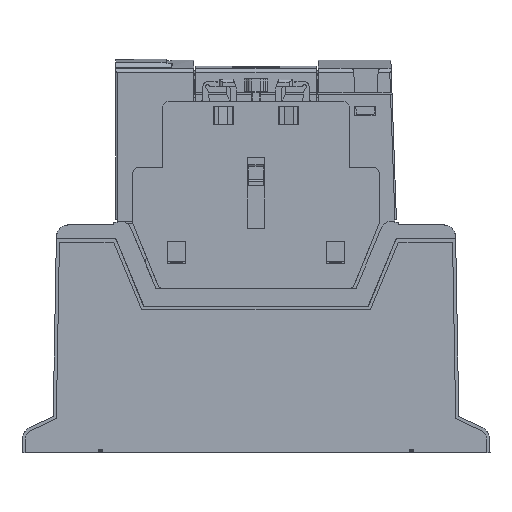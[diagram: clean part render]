
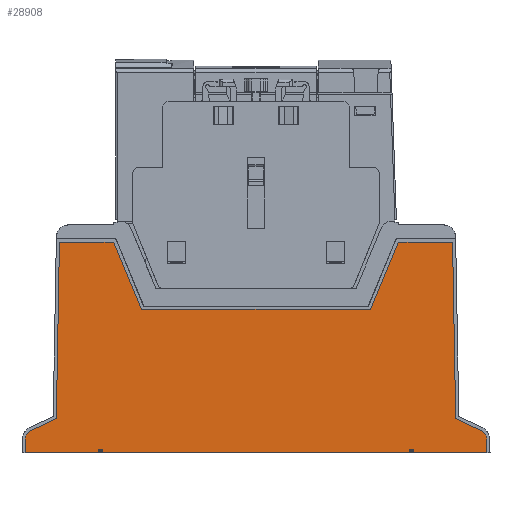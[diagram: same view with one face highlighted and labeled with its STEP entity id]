
A CAD part, left-side view. The second image highlights one B-rep face of the part: STEP entity #28908.
In plain terms, the highlighted face is planar.
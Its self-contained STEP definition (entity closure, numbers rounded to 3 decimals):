
#14223=DIRECTION('',(0.,1.,0.));
#14224=VECTOR('',#14223,1.11);
#14225=CARTESIAN_POINT('',(1.,-50.44,44.65));
#14226=LINE('',#14225,#14224);
#14230=DIRECTION('',(1.,0.,0.));
#14231=VECTOR('',#14230,1.);
#14232=CARTESIAN_POINT('',(0.,-49.33,44.65));
#14233=LINE('',#14232,#14231);
#14237=DIRECTION('',(0.,-1.,0.));
#14238=VECTOR('',#14237,98.66);
#14239=CARTESIAN_POINT('',(0.,49.33,44.65));
#14240=LINE('',#14239,#14238);
#14244=DIRECTION('',(1.,0.,0.));
#14245=VECTOR('',#14244,1.);
#14246=CARTESIAN_POINT('',(0.,49.33,44.65));
#14247=LINE('',#14246,#14245);
#14251=DIRECTION('',(0.,1.,0.));
#14252=VECTOR('',#14251,1.11);
#14253=CARTESIAN_POINT('',(1.,49.33,44.65));
#14254=LINE('',#14253,#14252);
#14258=DIRECTION('',(1.,0.,0.));
#14259=VECTOR('',#14258,1.);
#14260=CARTESIAN_POINT('',(0.,50.44,44.65));
#14261=LINE('',#14260,#14259);
#14265=DIRECTION('',(0.,-1.,0.));
#14266=VECTOR('',#14265,23.56);
#14267=CARTESIAN_POINT('',(0.,74.,44.65));
#14268=LINE('',#14267,#14266);
#14272=DIRECTION('',(1.,-0.023,0.));
#14273=VECTOR('',#14272,4.37);
#14274=CARTESIAN_POINT('',(0.,74.,44.65));
#14275=LINE('',#14274,#14273);
#14279=CARTESIAN_POINT('',(4.3,70.9,44.65));
#14280=DIRECTION('',(0.,0.,1.));
#14281=DIRECTION('',(0.904,0.427,0.));
#14282=AXIS2_PLACEMENT_3D('',#14279,#14280,#14281);
#14287=DIRECTION('',(0.427,-0.904,0.));
#14288=VECTOR('',#14287,8.919);
#14289=CARTESIAN_POINT('',(7.013,72.18,44.65));
#14290=LINE('',#14289,#14288);
#14294=CARTESIAN_POINT('',(11.,64.2,44.65));
#14295=DIRECTION('',(0.,0.,1.));
#14296=DIRECTION('',(-0.904,-0.427,0.));
#14297=AXIS2_PLACEMENT_3D('',#14294,#14295,#14296);
#14302=DIRECTION('',(1.,-0.018,0.));
#14303=VECTOR('',#14302,56.512);
#14304=CARTESIAN_POINT('',(10.996,64.,44.65));
#14305=LINE('',#14304,#14303);
#14309=DIRECTION('',(0.,-1.,0.));
#14310=VECTOR('',#14309,17.2);
#14311=CARTESIAN_POINT('',(67.5,63.,44.65));
#14312=LINE('',#14311,#14310);
#14316=CARTESIAN_POINT('',(67.3,45.8,44.65));
#14317=DIRECTION('',(0.,0.,1.));
#14318=DIRECTION('',(0.384,-0.923,0.));
#14319=AXIS2_PLACEMENT_3D('',#14316,#14317,#14318);
#14324=DIRECTION('',(-0.923,-0.384,0.));
#14325=VECTOR('',#14324,23.015);
#14326=CARTESIAN_POINT('',(67.377,45.615,44.65));
#14327=LINE('',#14326,#14325);
#14331=CARTESIAN_POINT('',(46.2,36.6,44.65));
#14332=DIRECTION('',(0.,0.,1.));
#14333=DIRECTION('',(-0.384,0.923,0.));
#14334=AXIS2_PLACEMENT_3D('',#14331,#14332,#14333);
#14339=DIRECTION('',(0.,-1.,0.));
#14340=VECTOR('',#14339,73.2);
#14341=CARTESIAN_POINT('',(46.,36.6,44.65));
#14342=LINE('',#14341,#14340);
#14346=CARTESIAN_POINT('',(46.2,-36.6,44.65));
#14347=DIRECTION('',(0.,0.,1.));
#14348=DIRECTION('',(-1.,0.,0.));
#14349=AXIS2_PLACEMENT_3D('',#14346,#14347,#14348);
#14354=DIRECTION('',(0.923,-0.384,0.));
#14355=VECTOR('',#14354,23.015);
#14356=CARTESIAN_POINT('',(46.123,-36.785,44.65));
#14357=LINE('',#14356,#14355);
#14361=CARTESIAN_POINT('',(67.3,-45.8,44.65));
#14362=DIRECTION('',(0.,0.,1.));
#14363=DIRECTION('',(1.,0.,0.));
#14364=AXIS2_PLACEMENT_3D('',#14361,#14362,#14363);
#14369=DIRECTION('',(0.,-1.,0.));
#14370=VECTOR('',#14369,17.2);
#14371=CARTESIAN_POINT('',(67.5,-45.8,44.65));
#14372=LINE('',#14371,#14370);
#14376=DIRECTION('',(-1.,-0.018,0.));
#14377=VECTOR('',#14376,56.512);
#14378=CARTESIAN_POINT('',(67.5,-63.,44.65));
#14379=LINE('',#14378,#14377);
#14383=CARTESIAN_POINT('',(11.,-64.2,44.65));
#14384=DIRECTION('',(0.,0.,1.));
#14385=DIRECTION('',(-0.018,1.,0.));
#14386=AXIS2_PLACEMENT_3D('',#14383,#14384,#14385);
#14391=DIRECTION('',(-0.427,-0.904,0.));
#14392=VECTOR('',#14391,8.919);
#14393=CARTESIAN_POINT('',(10.819,-64.115,44.65));
#14394=LINE('',#14393,#14392);
#14398=CARTESIAN_POINT('',(4.3,-70.9,44.65));
#14399=DIRECTION('',(0.,0.,1.));
#14400=DIRECTION('',(0.023,-1.,0.));
#14401=AXIS2_PLACEMENT_3D('',#14398,#14399,#14400);
#14406=DIRECTION('',(-1.,-0.023,0.));
#14407=VECTOR('',#14406,4.37);
#14408=CARTESIAN_POINT('',(4.369,-73.899,44.65));
#14409=LINE('',#14408,#14407);
#14413=DIRECTION('',(0.,-1.,0.));
#14414=VECTOR('',#14413,23.56);
#14415=CARTESIAN_POINT('',(0.,-50.44,44.65));
#14416=LINE('',#14415,#14414);
#14420=DIRECTION('',(1.,0.,0.));
#14421=VECTOR('',#14420,1.);
#14422=CARTESIAN_POINT('',(0.,-50.44,44.65));
#14423=LINE('',#14422,#14421);
#16053=CARTESIAN_POINT('',(0.,74.,44.65));
#16054=CARTESIAN_POINT('',(4.369,73.899,44.65));
#16055=VERTEX_POINT('',#16053);
#16056=VERTEX_POINT('',#16054);
#16057=CARTESIAN_POINT('',(7.013,72.18,44.65));
#16058=VERTEX_POINT('',#16057);
#16059=CARTESIAN_POINT('',(10.819,64.115,44.65));
#16060=VERTEX_POINT('',#16059);
#16061=CARTESIAN_POINT('',(10.996,64.,44.65));
#16062=VERTEX_POINT('',#16061);
#16063=CARTESIAN_POINT('',(67.5,63.,44.65));
#16064=VERTEX_POINT('',#16063);
#16065=CARTESIAN_POINT('',(67.5,45.8,44.65));
#16066=VERTEX_POINT('',#16065);
#16067=CARTESIAN_POINT('',(67.377,45.615,44.65));
#16068=VERTEX_POINT('',#16067);
#16069=CARTESIAN_POINT('',(46.123,36.785,44.65));
#16070=VERTEX_POINT('',#16069);
#16071=CARTESIAN_POINT('',(46.,36.6,44.65));
#16072=VERTEX_POINT('',#16071);
#16073=CARTESIAN_POINT('',(46.,-36.6,44.65));
#16074=VERTEX_POINT('',#16073);
#16075=CARTESIAN_POINT('',(46.123,-36.785,44.65));
#16076=VERTEX_POINT('',#16075);
#16077=CARTESIAN_POINT('',(67.377,-45.615,44.65));
#16078=VERTEX_POINT('',#16077);
#16079=CARTESIAN_POINT('',(67.5,-45.8,44.65));
#16080=VERTEX_POINT('',#16079);
#16081=CARTESIAN_POINT('',(67.5,-63.,44.65));
#16082=VERTEX_POINT('',#16081);
#16083=CARTESIAN_POINT('',(10.996,-64.,44.65));
#16084=VERTEX_POINT('',#16083);
#16085=CARTESIAN_POINT('',(10.819,-64.115,44.65));
#16086=VERTEX_POINT('',#16085);
#16087=CARTESIAN_POINT('',(7.013,-72.18,44.65));
#16088=VERTEX_POINT('',#16087);
#16089=CARTESIAN_POINT('',(4.369,-73.899,44.65));
#16090=VERTEX_POINT('',#16089);
#16091=CARTESIAN_POINT('',(0.,-74.,44.65));
#16092=VERTEX_POINT('',#16091);
#17769=CARTESIAN_POINT('',(1.,-50.44,44.65));
#17770=CARTESIAN_POINT('',(1.,-49.33,44.65));
#17771=VERTEX_POINT('',#17769);
#17772=VERTEX_POINT('',#17770);
#17773=CARTESIAN_POINT('',(1.,49.33,44.65));
#17774=CARTESIAN_POINT('',(1.,50.44,44.65));
#17775=VERTEX_POINT('',#17773);
#17776=VERTEX_POINT('',#17774);
#17777=CARTESIAN_POINT('',(0.,-50.44,44.65));
#17778=VERTEX_POINT('',#17777);
#17779=CARTESIAN_POINT('',(0.,-49.33,44.65));
#17780=VERTEX_POINT('',#17779);
#17781=CARTESIAN_POINT('',(0.,49.33,44.65));
#17782=VERTEX_POINT('',#17781);
#17783=CARTESIAN_POINT('',(0.,50.44,44.65));
#17784=VERTEX_POINT('',#17783);
#28851=CARTESIAN_POINT('',(0.,0.,44.65));
#28852=DIRECTION('',(0.,0.,1.));
#28853=DIRECTION('',(1.,0.,0.));
#28854=AXIS2_PLACEMENT_3D('',#28851,#28852,#28853);
#28855=PLANE('',#28854);
#28856=ORIENTED_EDGE('',*,*,#18980,.T.);
#28858=ORIENTED_EDGE('',*,*,#28857,.F.);
#28859=ORIENTED_EDGE('',*,*,#19168,.F.);
#28861=ORIENTED_EDGE('',*,*,#28860,.T.);
#28862=ORIENTED_EDGE('',*,*,#19004,.T.);
#28864=ORIENTED_EDGE('',*,*,#28863,.F.);
#28865=ORIENTED_EDGE('',*,*,#19152,.F.);
#28867=ORIENTED_EDGE('',*,*,#28866,.T.);
#28869=ORIENTED_EDGE('',*,*,#28868,.F.);
#28871=ORIENTED_EDGE('',*,*,#28870,.T.);
#28873=ORIENTED_EDGE('',*,*,#28872,.T.);
#28875=ORIENTED_EDGE('',*,*,#28874,.T.);
#28877=ORIENTED_EDGE('',*,*,#28876,.T.);
#28879=ORIENTED_EDGE('',*,*,#28878,.F.);
#28881=ORIENTED_EDGE('',*,*,#28880,.T.);
#28883=ORIENTED_EDGE('',*,*,#28882,.T.);
#28885=ORIENTED_EDGE('',*,*,#28884,.T.);
#28887=ORIENTED_EDGE('',*,*,#28886,.T.);
#28889=ORIENTED_EDGE('',*,*,#28888,.T.);
#28891=ORIENTED_EDGE('',*,*,#28890,.F.);
#28893=ORIENTED_EDGE('',*,*,#28892,.T.);
#28895=ORIENTED_EDGE('',*,*,#28894,.T.);
#28897=ORIENTED_EDGE('',*,*,#28896,.T.);
#28899=ORIENTED_EDGE('',*,*,#28898,.T.);
#28901=ORIENTED_EDGE('',*,*,#28900,.F.);
#28902=ORIENTED_EDGE('',*,*,#28842,.T.);
#28903=ORIENTED_EDGE('',*,*,#19044,.F.);
#28905=ORIENTED_EDGE('',*,*,#28904,.T.);
#28906=EDGE_LOOP('',(#28856,#28858,#28859,#28861,#28862,#28864,#28865,#28867,
#28869,#28871,#28873,#28875,#28877,#28879,#28881,#28883,#28885,#28887,#28889,
#28891,#28893,#28895,#28897,#28899,#28901,#28902,#28903,#28905));
#28907=FACE_OUTER_BOUND('',#28906,.F.);
#14283=CIRCLE('',#14282,3.);
#14298=CIRCLE('',#14297,0.2);
#14320=CIRCLE('',#14319,0.2);
#14335=CIRCLE('',#14334,0.2);
#14350=CIRCLE('',#14349,0.2);
#14365=CIRCLE('',#14364,0.2);
#14387=CIRCLE('',#14386,0.2);
#14402=CIRCLE('',#14401,3.);
#18980=EDGE_CURVE('',#17771,#17772,#14226,.T.);
#19004=EDGE_CURVE('',#17775,#17776,#14254,.T.);
#19044=EDGE_CURVE('',#17778,#16092,#14416,.T.);
#19152=EDGE_CURVE('',#16055,#17784,#14268,.T.);
#19168=EDGE_CURVE('',#17782,#17780,#14240,.T.);
#28842=EDGE_CURVE('',#16090,#16092,#14409,.T.);
#28857=EDGE_CURVE('',#17780,#17772,#14233,.T.);
#28860=EDGE_CURVE('',#17782,#17775,#14247,.T.);
#28863=EDGE_CURVE('',#17784,#17776,#14261,.T.);
#28866=EDGE_CURVE('',#16055,#16056,#14275,.T.);
#28868=EDGE_CURVE('',#16058,#16056,#14283,.T.);
#28870=EDGE_CURVE('',#16058,#16060,#14290,.T.);
#28872=EDGE_CURVE('',#16060,#16062,#14298,.T.);
#28874=EDGE_CURVE('',#16062,#16064,#14305,.T.);
#28876=EDGE_CURVE('',#16064,#16066,#14312,.T.);
#28878=EDGE_CURVE('',#16068,#16066,#14320,.T.);
#28880=EDGE_CURVE('',#16068,#16070,#14327,.T.);
#28882=EDGE_CURVE('',#16070,#16072,#14335,.T.);
#28884=EDGE_CURVE('',#16072,#16074,#14342,.T.);
#28886=EDGE_CURVE('',#16074,#16076,#14350,.T.);
#28888=EDGE_CURVE('',#16076,#16078,#14357,.T.);
#28890=EDGE_CURVE('',#16080,#16078,#14365,.T.);
#28892=EDGE_CURVE('',#16080,#16082,#14372,.T.);
#28894=EDGE_CURVE('',#16082,#16084,#14379,.T.);
#28896=EDGE_CURVE('',#16084,#16086,#14387,.T.);
#28898=EDGE_CURVE('',#16086,#16088,#14394,.T.);
#28900=EDGE_CURVE('',#16090,#16088,#14402,.T.);
#28904=EDGE_CURVE('',#17778,#17771,#14423,.T.);
#28908=ADVANCED_FACE('',(#28907),#28855,.T.);
